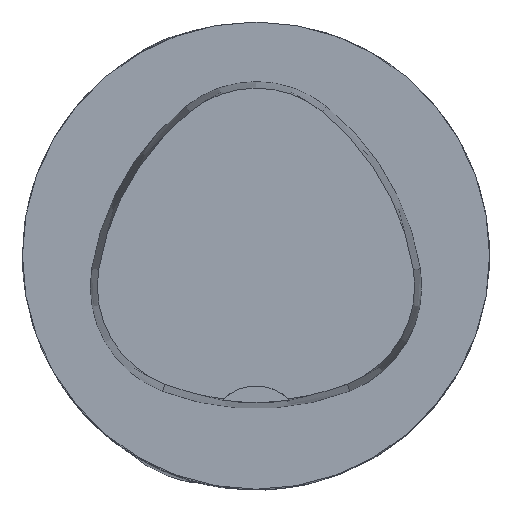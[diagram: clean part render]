
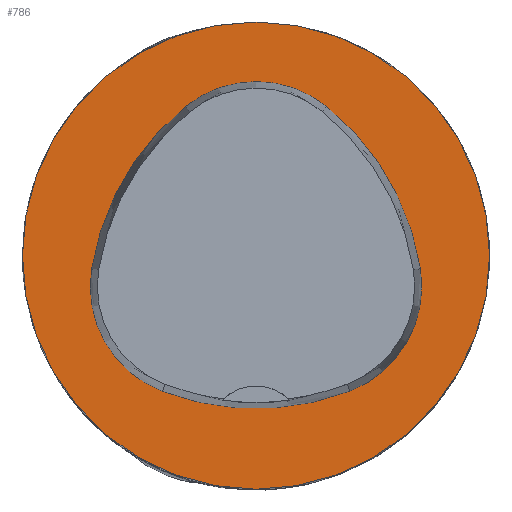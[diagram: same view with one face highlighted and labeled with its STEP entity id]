
A CAD part, top view. The second image highlights one B-rep face of the part: STEP entity #786.
In plain terms, the highlighted planar face has unit normal (0, 0, 1).
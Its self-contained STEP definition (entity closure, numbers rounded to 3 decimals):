
#154=FACE_BOUND('',#1399,.T.);
#155=FACE_BOUND('',#1400,.T.);
#487=PLANE('',#5676);
#786=ADVANCED_FACE('',(#154,#155),#487,.T.);
#1399=EDGE_LOOP('',(#1838,#1839,#1840,#1841,#1842,#1843));
#1400=EDGE_LOOP('',(#1844));
#1838=ORIENTED_EDGE('',*,*,#3988,.T.);
#1839=ORIENTED_EDGE('',*,*,#3968,.T.);
#1840=ORIENTED_EDGE('',*,*,#3972,.T.);
#1841=ORIENTED_EDGE('',*,*,#3975,.T.);
#1842=ORIENTED_EDGE('',*,*,#3978,.T.);
#1843=ORIENTED_EDGE('',*,*,#3986,.T.);
#1844=ORIENTED_EDGE('',*,*,#3937,.F.);
#3386=VERTEX_POINT('',#7617);
#3417=VERTEX_POINT('',#7771);
#3418=VERTEX_POINT('',#7772);
#3421=VERTEX_POINT('',#7780);
#3423=VERTEX_POINT('',#7786);
#3425=VERTEX_POINT('',#7792);
#3432=VERTEX_POINT('',#7813);
#3937=EDGE_CURVE('',#3386,#3386,#4717,.T.);
#3968=EDGE_CURVE('',#3417,#3418,#4720,.T.);
#3972=EDGE_CURVE('',#3418,#3421,#4722,.T.);
#3975=EDGE_CURVE('',#3421,#3423,#4724,.T.);
#3978=EDGE_CURVE('',#3423,#3425,#4726,.T.);
#3986=EDGE_CURVE('',#3425,#3432,#4730,.T.);
#3988=EDGE_CURVE('',#3432,#3417,#4732,.T.);
#4717=CIRCLE('',#5637,25.);
#4720=CIRCLE('',#5654,28.);
#4722=CIRCLE('',#5657,12.);
#4724=CIRCLE('',#5660,28.);
#4726=CIRCLE('',#5663,12.);
#4730=CIRCLE('',#5668,28.);
#4732=CIRCLE('',#5671,12.);
#5637=AXIS2_PLACEMENT_3D('',#7616,#6216,#6217);
#5654=AXIS2_PLACEMENT_3D('',#7770,#6262,#6263);
#5657=AXIS2_PLACEMENT_3D('',#7779,#6270,#6271);
#5660=AXIS2_PLACEMENT_3D('',#7785,#6277,#6278);
#5663=AXIS2_PLACEMENT_3D('',#7791,#6284,#6285);
#5668=AXIS2_PLACEMENT_3D('',#7814,#6296,#6297);
#5671=AXIS2_PLACEMENT_3D('',#7817,#6302,#6303);
#5676=AXIS2_PLACEMENT_3D('',#7822,#6312,#6313);
#6216=DIRECTION('',(0.,0.,-1.));
#6217=DIRECTION('',(-1.,0.,0.));
#6262=DIRECTION('',(0.,0.,-1.));
#6263=DIRECTION('',(-1.,0.,0.));
#6270=DIRECTION('',(0.,0.,-1.));
#6271=DIRECTION('',(-1.,0.,0.));
#6277=DIRECTION('',(0.,0.,-1.));
#6278=DIRECTION('',(-1.,0.,0.));
#6284=DIRECTION('',(0.,0.,-1.));
#6285=DIRECTION('',(-1.,0.,0.));
#6296=DIRECTION('',(0.,0.,-1.));
#6297=DIRECTION('',(-1.,0.,0.));
#6302=DIRECTION('',(0.,0.,-1.));
#6303=DIRECTION('',(-1.,0.,0.));
#6312=DIRECTION('',(0.,0.,1.));
#6313=DIRECTION('',(1.,0.,0.));
#7616=CARTESIAN_POINT('',(0.,0.,0.));
#7617=CARTESIAN_POINT('',(-25.,0.,0.));
#7770=CARTESIAN_POINT('',(10.068,-5.824,0.));
#7771=CARTESIAN_POINT('',(-17.584,-1.424,0.));
#7772=CARTESIAN_POINT('',(-7.531,15.953,0.));
#7779=CARTESIAN_POINT('',(0.011,6.62,0.));
#7780=CARTESIAN_POINT('',(7.567,15.942,0.));
#7785=CARTESIAN_POINT('',(-10.063,-5.81,0.));
#7786=CARTESIAN_POINT('',(17.59,-1.418,0.));
#7791=CARTESIAN_POINT('',(5.739,-3.3,0.));
#7792=CARTESIAN_POINT('',(10.05,-14.499,0.));
#7813=CARTESIAN_POINT('',(-10.025,-14.516,0.));
#7814=CARTESIAN_POINT('',(-0.01,11.631,0.));
#7817=CARTESIAN_POINT('',(-5.733,-3.31,0.));
#7822=CARTESIAN_POINT('',(0.,0.,0.));
